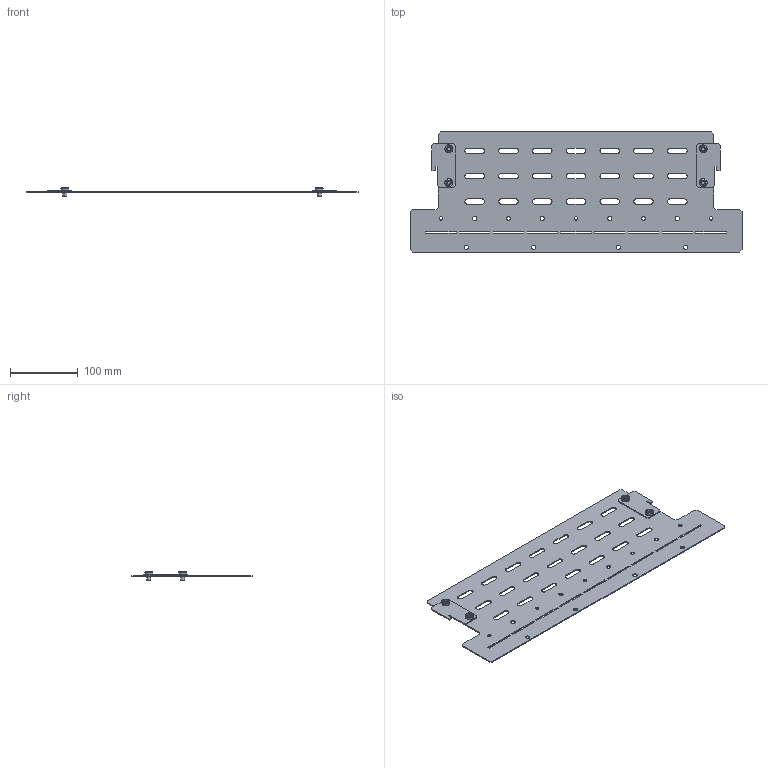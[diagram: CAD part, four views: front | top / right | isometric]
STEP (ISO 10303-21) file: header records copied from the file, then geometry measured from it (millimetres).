
FILE_DESCRIPTION (( 'STEP AP203' ), '1' );
FILE_NAME ('1FO-00-SWVR-060 FORMAT Ïåðåãîðîäêà ñåêö. âåðò. êðûøè 600 IP31.STEP', '2025-01-10T11:32:14', ( '' ), ( '' ), 'SwSTEP 2.0', 'SolidWorks 2022', '' );
FILE_SCHEMA (( 'CONFIG_CONTROL_DESIGN' ));
Length unit declared in the file: millimetre
Products named in the file (1): 1FO-00-SWVR-060 FORMAT Перегородка секц. верт. крыши 600 IP31
Bounding box: 491.5 x 177.68 x 14.2 mm (x, y, z)
Volume: 115916.2 mm3; surface area: 153188 mm2
Topology: 1 solids, 1 shells, 344 faces, 962 edges, 624 vertices
Faces by surface type: cylinder 160, plane 152, cone 16, torus 16
Entity records: 11431 total; most frequent: DIRECTION 2052, CARTESIAN_POINT 1931, ORIENTED_EDGE 1924, EDGE_CURVE 962, AXIS2_PLACEMENT_3D 745, VERTEX_POINT 624, LINE 562, VECTOR 562
